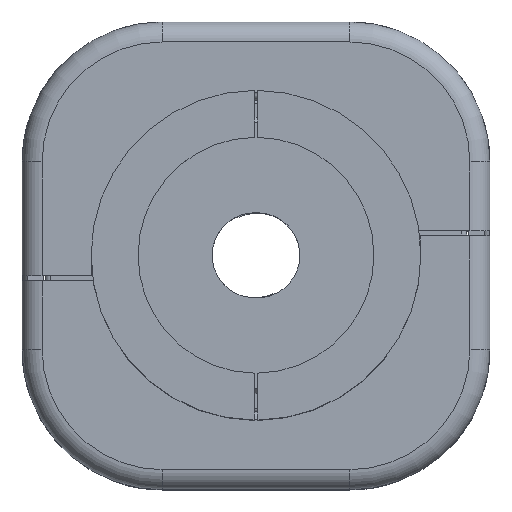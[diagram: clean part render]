
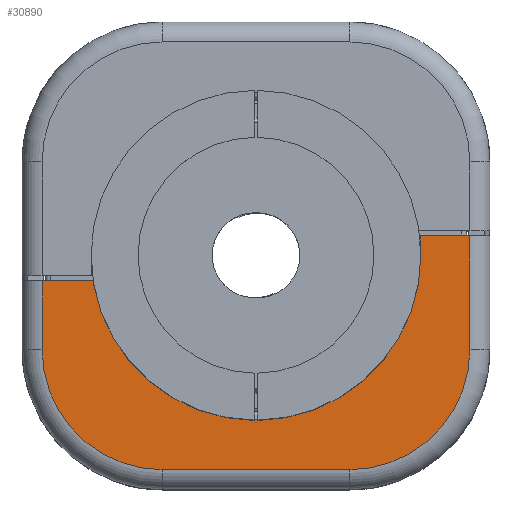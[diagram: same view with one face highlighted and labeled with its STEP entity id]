
A CAD part, top view. The second image highlights one B-rep face of the part: STEP entity #30890.
In plain terms, the highlighted planar face has unit normal (0, 0, 1).
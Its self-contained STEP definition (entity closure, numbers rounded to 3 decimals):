
#5825=DIRECTION('',(1.,0.,0.));
#5826=VECTOR('',#5825,2.478);
#5827=CARTESIAN_POINT('',(8.222,1.,6.86));
#5828=LINE('',#5827,#5826);
#5859=DIRECTION('',(0.,1.,0.));
#5860=VECTOR('',#5859,5.7);
#5861=CARTESIAN_POINT('',(10.7,-4.7,6.86));
#5862=LINE('',#5861,#5860);
#5863=DIRECTION('',(1.,0.,0.));
#5864=VECTOR('',#5863,2.574);
#5865=CARTESIAN_POINT('',(-10.7,-1.25,6.86));
#5866=LINE('',#5865,#5864);
#5867=CARTESIAN_POINT('',(0.,0.,6.86));
#5868=DIRECTION('',(0.,0.,-1.));
#5869=DIRECTION('',(1.,0.,0.));
#5870=AXIS2_PLACEMENT_3D('',#5867,#5868,#5869);
#5872=DIRECTION('',(0.,1.,0.));
#5873=VECTOR('',#5872,1.);
#5874=CARTESIAN_POINT('',(8.222,0.,6.86));
#5875=LINE('',#5874,#5873);
#5876=CARTESIAN_POINT('',(4.7,-4.7,6.86));
#5877=DIRECTION('',(0.,0.,-1.));
#5878=DIRECTION('',(1.,0.,0.));
#5879=AXIS2_PLACEMENT_3D('',#5876,#5877,#5878);
#5881=DIRECTION('',(-1.,0.,0.));
#5882=VECTOR('',#5881,9.4);
#5883=CARTESIAN_POINT('',(4.7,-10.7,6.86));
#5884=LINE('',#5883,#5882);
#5885=CARTESIAN_POINT('',(-4.7,-4.7,6.86));
#5886=DIRECTION('',(0.,0.,-1.));
#5887=DIRECTION('',(0.,-1.,0.));
#5888=AXIS2_PLACEMENT_3D('',#5885,#5886,#5887);
#5890=DIRECTION('',(0.,1.,0.));
#5891=VECTOR('',#5890,3.45);
#5892=CARTESIAN_POINT('',(-10.7,-4.7,6.86));
#5893=LINE('',#5892,#5891);
#24918=CARTESIAN_POINT('',(-4.7,-10.7,6.86));
#24919=CARTESIAN_POINT('',(-10.7,-4.7,6.86));
#24920=VERTEX_POINT('',#24918);
#24921=VERTEX_POINT('',#24919);
#24924=CARTESIAN_POINT('',(4.7,-10.7,6.86));
#24925=VERTEX_POINT('',#24924);
#24928=CARTESIAN_POINT('',(10.7,-4.7,6.86));
#24929=VERTEX_POINT('',#24928);
#24942=CARTESIAN_POINT('',(8.222,1.,6.86));
#24943=VERTEX_POINT('',#24942);
#24944=CARTESIAN_POINT('',(10.7,1.,6.86));
#24945=VERTEX_POINT('',#24944);
#24961=CARTESIAN_POINT('',(8.222,0.,6.86));
#24963=VERTEX_POINT('',#24961);
#24964=CARTESIAN_POINT('',(-10.7,-1.25,6.86));
#24965=CARTESIAN_POINT('',(-8.126,-1.25,6.86));
#24966=VERTEX_POINT('',#24964);
#24967=VERTEX_POINT('',#24965);
#30868=CARTESIAN_POINT('',(-11.7,-11.7,6.86));
#30869=DIRECTION('',(0.,0.,1.));
#30870=DIRECTION('',(1.,0.,0.));
#30871=AXIS2_PLACEMENT_3D('',#30868,#30869,#30870);
#30872=PLANE('',#30871);
#30873=ORIENTED_EDGE('',*,*,#30493,.T.);
#30875=ORIENTED_EDGE('',*,*,#30874,.F.);
#30877=ORIENTED_EDGE('',*,*,#30876,.T.);
#30878=ORIENTED_EDGE('',*,*,#30826,.T.);
#30879=ORIENTED_EDGE('',*,*,#30859,.F.);
#30881=ORIENTED_EDGE('',*,*,#30880,.T.);
#30883=ORIENTED_EDGE('',*,*,#30882,.T.);
#30885=ORIENTED_EDGE('',*,*,#30884,.T.);
#30887=ORIENTED_EDGE('',*,*,#30886,.T.);
#30888=EDGE_LOOP('',(#30873,#30875,#30877,#30878,#30879,#30881,#30883,#30885,
#30887));
#30889=FACE_OUTER_BOUND('',#30888,.F.);
#30890=ADVANCED_FACE('',(#30889),#30872,.T.);
#5871=CIRCLE('',#5870,8.222);
#5880=CIRCLE('',#5879,6.);
#5889=CIRCLE('',#5888,6.);
#30493=EDGE_CURVE('',#24966,#24967,#5866,.T.);
#30826=EDGE_CURVE('',#24943,#24945,#5828,.T.);
#30859=EDGE_CURVE('',#24929,#24945,#5862,.T.);
#30874=EDGE_CURVE('',#24963,#24967,#5871,.T.);
#30876=EDGE_CURVE('',#24963,#24943,#5875,.T.);
#30880=EDGE_CURVE('',#24929,#24925,#5880,.T.);
#30882=EDGE_CURVE('',#24925,#24920,#5884,.T.);
#30884=EDGE_CURVE('',#24920,#24921,#5889,.T.);
#30886=EDGE_CURVE('',#24921,#24966,#5893,.T.);
